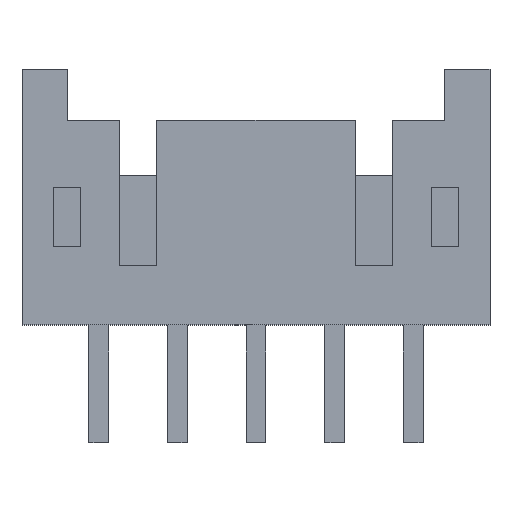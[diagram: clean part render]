
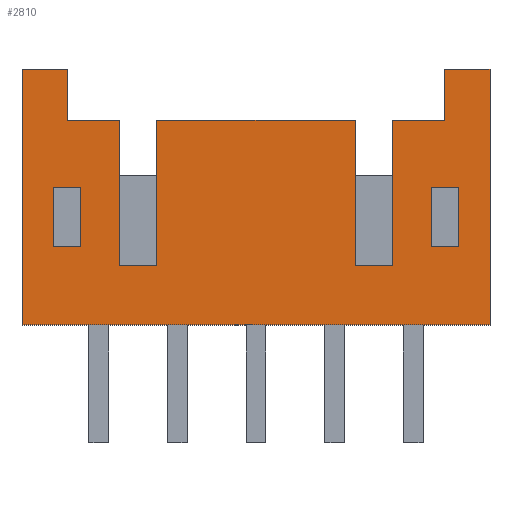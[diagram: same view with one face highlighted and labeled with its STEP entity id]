
A CAD part, top view. The second image highlights one B-rep face of the part: STEP entity #2810.
In plain terms, the highlighted planar face has unit normal (0, 0, 1).
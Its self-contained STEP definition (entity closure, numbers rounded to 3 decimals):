
#24=FACE_BOUND('',#220,.T.);
#25=FACE_BOUND('',#221,.T.);
#59=FACE_OUTER_BOUND('',#219,.T.);
#219=EDGE_LOOP('',(#1914,#1915,#1916,#1917,#1918,#1919,#1920,#1921,#1922,
#1923,#1924,#1925,#1926,#1927,#1928,#1929));
#220=EDGE_LOOP('',(#1930,#1931,#1932,#1933));
#221=EDGE_LOOP('',(#1934,#1935,#1936,#1937));
#369=LINE('',#3807,#753);
#449=LINE('',#3966,#833);
#467=LINE('',#4003,#851);
#475=LINE('',#4019,#859);
#476=LINE('',#4021,#860);
#477=LINE('',#4023,#861);
#478=LINE('',#4025,#862);
#479=LINE('',#4027,#863);
#480=LINE('',#4029,#864);
#481=LINE('',#4031,#865);
#482=LINE('',#4033,#866);
#483=LINE('',#4035,#867);
#484=LINE('',#4037,#868);
#485=LINE('',#4039,#869);
#486=LINE('',#4041,#870);
#487=LINE('',#4042,#871);
#488=LINE('',#4045,#872);
#489=LINE('',#4047,#873);
#490=LINE('',#4049,#874);
#491=LINE('',#4050,#875);
#492=LINE('',#4053,#876);
#493=LINE('',#4055,#877);
#494=LINE('',#4057,#878);
#495=LINE('',#4058,#879);
#753=VECTOR('',#3116,1000.);
#833=VECTOR('',#3216,1000.);
#851=VECTOR('',#3248,1000.);
#859=VECTOR('',#3262,1000.);
#860=VECTOR('',#3263,1000.);
#861=VECTOR('',#3264,1000.);
#862=VECTOR('',#3265,1000.);
#863=VECTOR('',#3266,1000.);
#864=VECTOR('',#3267,1000.);
#865=VECTOR('',#3268,1000.);
#866=VECTOR('',#3269,1000.);
#867=VECTOR('',#3270,1000.);
#868=VECTOR('',#3271,1000.);
#869=VECTOR('',#3272,1000.);
#870=VECTOR('',#3273,1000.);
#871=VECTOR('',#3274,1000.);
#872=VECTOR('',#3275,1000.);
#873=VECTOR('',#3276,1000.);
#874=VECTOR('',#3277,1000.);
#875=VECTOR('',#3278,1000.);
#876=VECTOR('',#3279,1000.);
#877=VECTOR('',#3280,1000.);
#878=VECTOR('',#3281,1000.);
#879=VECTOR('',#3282,1000.);
#1134=VERTEX_POINT('',#3800);
#1137=VERTEX_POINT('',#3805);
#1206=VERTEX_POINT('',#3964);
#1218=VERTEX_POINT('',#4002);
#1223=VERTEX_POINT('',#4018);
#1224=VERTEX_POINT('',#4020);
#1225=VERTEX_POINT('',#4022);
#1226=VERTEX_POINT('',#4024);
#1227=VERTEX_POINT('',#4026);
#1228=VERTEX_POINT('',#4028);
#1229=VERTEX_POINT('',#4030);
#1230=VERTEX_POINT('',#4032);
#1231=VERTEX_POINT('',#4034);
#1232=VERTEX_POINT('',#4036);
#1233=VERTEX_POINT('',#4038);
#1234=VERTEX_POINT('',#4040);
#1235=VERTEX_POINT('',#4043);
#1236=VERTEX_POINT('',#4044);
#1237=VERTEX_POINT('',#4046);
#1238=VERTEX_POINT('',#4048);
#1239=VERTEX_POINT('',#4051);
#1240=VERTEX_POINT('',#4052);
#1241=VERTEX_POINT('',#4054);
#1242=VERTEX_POINT('',#4056);
#1393=EDGE_CURVE('',#1137,#1134,#369,.T.);
#1473=EDGE_CURVE('',#1206,#1137,#449,.T.);
#1491=EDGE_CURVE('',#1218,#1134,#467,.T.);
#1499=EDGE_CURVE('',#1206,#1223,#475,.T.);
#1500=EDGE_CURVE('',#1224,#1223,#476,.T.);
#1501=EDGE_CURVE('',#1225,#1224,#477,.T.);
#1502=EDGE_CURVE('',#1226,#1225,#478,.T.);
#1503=EDGE_CURVE('',#1227,#1226,#479,.T.);
#1504=EDGE_CURVE('',#1228,#1227,#480,.T.);
#1505=EDGE_CURVE('',#1229,#1228,#481,.T.);
#1506=EDGE_CURVE('',#1230,#1229,#482,.T.);
#1507=EDGE_CURVE('',#1231,#1230,#483,.T.);
#1508=EDGE_CURVE('',#1232,#1231,#484,.T.);
#1509=EDGE_CURVE('',#1233,#1232,#485,.T.);
#1510=EDGE_CURVE('',#1234,#1233,#486,.T.);
#1511=EDGE_CURVE('',#1234,#1218,#487,.T.);
#1512=EDGE_CURVE('',#1235,#1236,#488,.T.);
#1513=EDGE_CURVE('',#1237,#1235,#489,.T.);
#1514=EDGE_CURVE('',#1238,#1237,#490,.T.);
#1515=EDGE_CURVE('',#1236,#1238,#491,.T.);
#1516=EDGE_CURVE('',#1239,#1240,#492,.T.);
#1517=EDGE_CURVE('',#1241,#1239,#493,.T.);
#1518=EDGE_CURVE('',#1242,#1241,#494,.T.);
#1519=EDGE_CURVE('',#1240,#1242,#495,.T.);
#1914=ORIENTED_EDGE('',*,*,#1499,.T.);
#1915=ORIENTED_EDGE('',*,*,#1500,.F.);
#1916=ORIENTED_EDGE('',*,*,#1501,.F.);
#1917=ORIENTED_EDGE('',*,*,#1502,.F.);
#1918=ORIENTED_EDGE('',*,*,#1503,.F.);
#1919=ORIENTED_EDGE('',*,*,#1504,.F.);
#1920=ORIENTED_EDGE('',*,*,#1505,.F.);
#1921=ORIENTED_EDGE('',*,*,#1506,.F.);
#1922=ORIENTED_EDGE('',*,*,#1507,.F.);
#1923=ORIENTED_EDGE('',*,*,#1508,.F.);
#1924=ORIENTED_EDGE('',*,*,#1509,.F.);
#1925=ORIENTED_EDGE('',*,*,#1510,.F.);
#1926=ORIENTED_EDGE('',*,*,#1511,.T.);
#1927=ORIENTED_EDGE('',*,*,#1491,.T.);
#1928=ORIENTED_EDGE('',*,*,#1393,.F.);
#1929=ORIENTED_EDGE('',*,*,#1473,.F.);
#1930=ORIENTED_EDGE('',*,*,#1512,.F.);
#1931=ORIENTED_EDGE('',*,*,#1513,.F.);
#1932=ORIENTED_EDGE('',*,*,#1514,.F.);
#1933=ORIENTED_EDGE('',*,*,#1515,.F.);
#1934=ORIENTED_EDGE('',*,*,#1516,.F.);
#1935=ORIENTED_EDGE('',*,*,#1517,.F.);
#1936=ORIENTED_EDGE('',*,*,#1518,.F.);
#1937=ORIENTED_EDGE('',*,*,#1519,.F.);
#2559=PLANE('',#2974);
#2810=ADVANCED_FACE('',(#59,#24,#25),#2559,.F.);
#2974=AXIS2_PLACEMENT_3D('',#4017,#3260,#3261);
#3116=DIRECTION('',(-1.,0.,0.));
#3216=DIRECTION('',(0.,-1.,0.));
#3248=DIRECTION('',(0.,-1.,0.));
#3260=DIRECTION('center_axis',(0.,0.,-1.));
#3261=DIRECTION('ref_axis',(-1.,0.,0.));
#3262=DIRECTION('',(-1.,0.,0.));
#3263=DIRECTION('',(0.,1.,0.));
#3264=DIRECTION('',(1.,0.,0.));
#3265=DIRECTION('',(0.,1.,0.));
#3266=DIRECTION('',(1.,0.,0.));
#3267=DIRECTION('',(0.,-1.,0.));
#3268=DIRECTION('',(1.,0.,0.));
#3269=DIRECTION('',(0.,1.,0.));
#3270=DIRECTION('',(1.,0.,0.));
#3271=DIRECTION('',(0.,-1.,0.));
#3272=DIRECTION('',(1.,0.,0.));
#3273=DIRECTION('',(0.,-1.,0.));
#3274=DIRECTION('',(-1.,0.,0.));
#3275=DIRECTION('',(0.,1.,0.));
#3276=DIRECTION('',(1.,0.,0.));
#3277=DIRECTION('',(0.,-1.,0.));
#3278=DIRECTION('',(-1.,0.,0.));
#3279=DIRECTION('',(0.,-1.,0.));
#3280=DIRECTION('',(-1.,0.,0.));
#3281=DIRECTION('',(0.,1.,0.));
#3282=DIRECTION('',(1.,0.,0.));
#3800=CARTESIAN_POINT('',(-5.95,0.,2.5));
#3805=CARTESIAN_POINT('',(5.95,0.,2.5));
#3807=CARTESIAN_POINT('',(5.95,0.,2.5));
#3964=CARTESIAN_POINT('',(5.95,6.5,2.5));
#3966=CARTESIAN_POINT('',(5.95,0.,2.5));
#4002=CARTESIAN_POINT('',(-5.95,6.5,2.5));
#4003=CARTESIAN_POINT('',(-5.95,0.,2.5));
#4017=CARTESIAN_POINT('Origin',(5.95,0.,2.5));
#4018=CARTESIAN_POINT('',(4.8,6.5,2.5));
#4019=CARTESIAN_POINT('',(5.95,6.5,2.5));
#4020=CARTESIAN_POINT('',(4.8,5.2,2.5));
#4021=CARTESIAN_POINT('',(4.8,6.5,2.5));
#4022=CARTESIAN_POINT('',(3.475,5.2,2.5));
#4023=CARTESIAN_POINT('',(3.475,5.2,2.5));
#4024=CARTESIAN_POINT('',(3.475,1.5,2.5));
#4025=CARTESIAN_POINT('',(3.475,5.2,2.5));
#4026=CARTESIAN_POINT('',(2.525,1.5,2.5));
#4027=CARTESIAN_POINT('',(3.475,1.5,2.5));
#4028=CARTESIAN_POINT('',(2.525,5.2,2.5));
#4029=CARTESIAN_POINT('',(2.525,5.2,2.5));
#4030=CARTESIAN_POINT('',(-2.525,5.2,2.5));
#4031=CARTESIAN_POINT('',(-2.525,5.2,2.5));
#4032=CARTESIAN_POINT('',(-2.525,1.5,2.5));
#4033=CARTESIAN_POINT('',(-2.525,5.2,2.5));
#4034=CARTESIAN_POINT('',(-3.475,1.5,2.5));
#4035=CARTESIAN_POINT('',(-3.475,1.5,2.5));
#4036=CARTESIAN_POINT('',(-3.475,5.2,2.5));
#4037=CARTESIAN_POINT('',(-3.475,5.2,2.5));
#4038=CARTESIAN_POINT('',(-4.8,5.2,2.5));
#4039=CARTESIAN_POINT('',(-4.8,5.2,2.5));
#4040=CARTESIAN_POINT('',(-4.8,6.5,2.5));
#4041=CARTESIAN_POINT('',(-4.8,6.5,2.5));
#4042=CARTESIAN_POINT('',(5.95,6.5,2.5));
#4043=CARTESIAN_POINT('',(-4.45,2.,2.5));
#4044=CARTESIAN_POINT('',(-4.45,3.5,2.5));
#4045=CARTESIAN_POINT('',(-4.45,3.5,2.5));
#4046=CARTESIAN_POINT('',(-5.15,2.,2.5));
#4047=CARTESIAN_POINT('',(-5.15,2.,2.5));
#4048=CARTESIAN_POINT('',(-5.15,3.5,2.5));
#4049=CARTESIAN_POINT('',(-5.15,3.5,2.5));
#4050=CARTESIAN_POINT('',(-5.15,3.5,2.5));
#4051=CARTESIAN_POINT('',(4.45,3.5,2.5));
#4052=CARTESIAN_POINT('',(4.45,2.,2.5));
#4053=CARTESIAN_POINT('',(4.45,3.5,2.5));
#4054=CARTESIAN_POINT('',(5.15,3.5,2.5));
#4055=CARTESIAN_POINT('',(5.15,3.5,2.5));
#4056=CARTESIAN_POINT('',(5.15,2.,2.5));
#4057=CARTESIAN_POINT('',(5.15,3.5,2.5));
#4058=CARTESIAN_POINT('',(5.15,2.,2.5));
